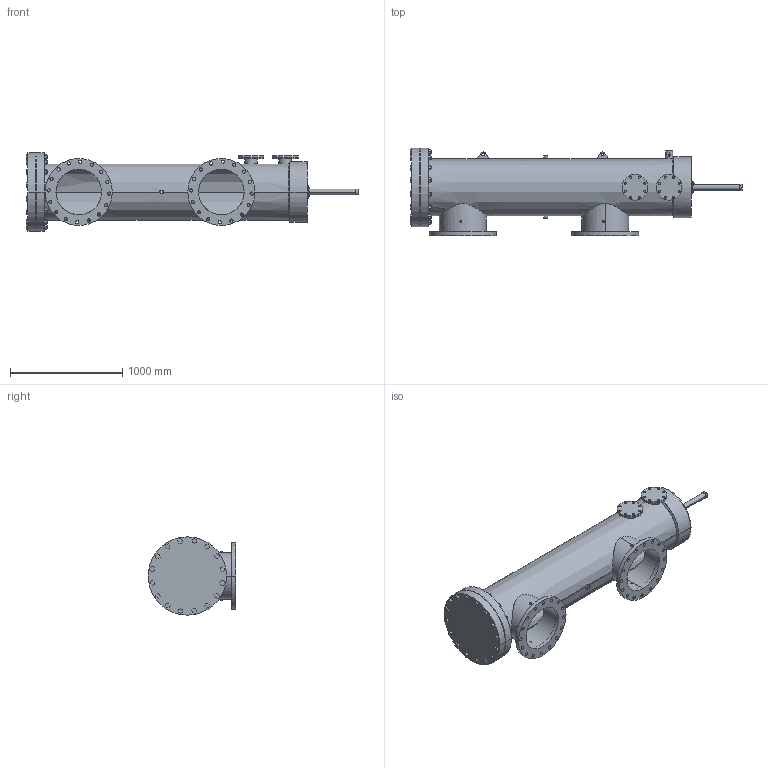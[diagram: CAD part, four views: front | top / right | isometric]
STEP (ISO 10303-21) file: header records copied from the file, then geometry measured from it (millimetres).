
FILE_DESCRIPTION (( 'STEP AP203' ), '1' );
FILE_NAME ('F16-FRP-180.STEP', '2020-09-17T14:07:57', ( '' ), ( '' ), 'SwSTEP 2.0', 'SolidWorks 2018', '' );
FILE_SCHEMA (( 'CONFIG_CONTROL_DESIGN' ));
Length unit declared in the file: inch
Products named in the file (1): F16-FRP-180
Bounding box: 2957.93 x 781.03 x 698.45 mm (x, y, z)
Volume: 76600193.1 mm3; surface area: 12565840.8 mm2
Topology: 23 solids, 23 shells, 808 faces, 2055 edges, 1366 vertices
Faces by surface type: cylinder 421, plane 374, cone 13
Entity records: 28223 total; most frequent: CARTESIAN_POINT 7470, DIRECTION 4369, ORIENTED_EDGE 4110, EDGE_CURVE 2055, AXIS2_PLACEMENT_3D 1612, VERTEX_POINT 1366, EDGE_LOOP 1153, VECTOR 1145
